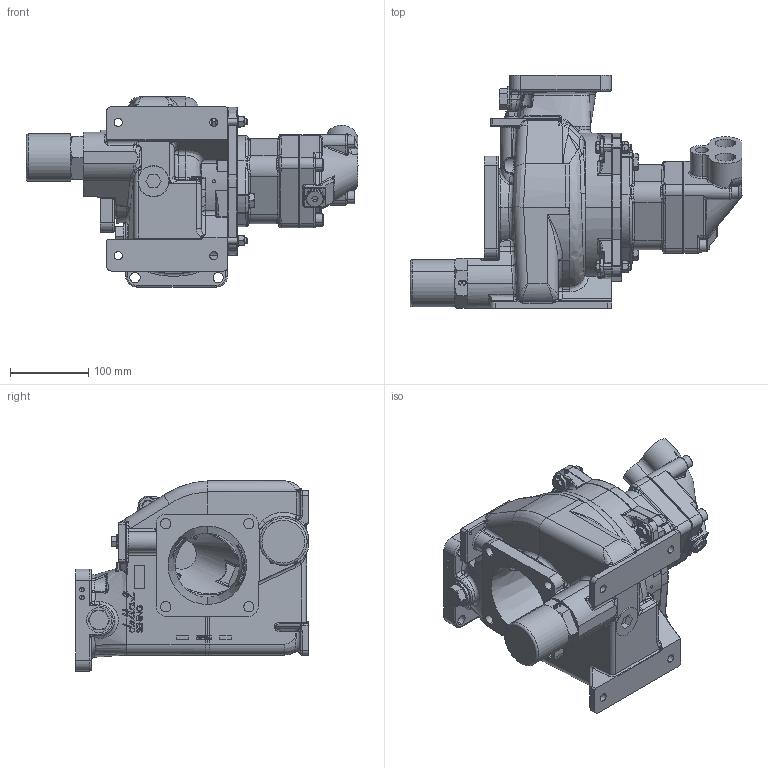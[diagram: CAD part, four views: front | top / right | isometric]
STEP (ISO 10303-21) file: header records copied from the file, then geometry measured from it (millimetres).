
FILE_DESCRIPTION (( 'STEP AP214' ), '1' );
FILE_NAME ('DELTA2-HY-..._251830.STEP', '2012-09-26T13:45:12', ( 'Admin2' ), ( '' ), 'SwSTEP 2.0', 'SolidWorks 2010', '' );
FILE_SCHEMA (( 'AUTOMOTIVE_DESIGN' ));
Length unit declared in the file: millimetre
Products named in the file (1): DELTA2-HY-..._251830
Bounding box: 423.4 x 297 x 242.5 mm (x, y, z)
Surface area: 503303.1 mm2 (no closed solid volume)
Topology: 0 solids, 47 shells, 1583 faces, 5086 edges, 3348 vertices
Faces by surface type: cylinder 448, plane 444, bspline 418, torus 156, cone 89, sphere 28
Entity records: 109461 total; most frequent: CARTESIAN_POINT 52493, ORIENTED_EDGE 8365, DIRECTION 7175, EDGE_CURVE 5011, VERTEX_POINT 3346, AXIS2_PLACEMENT_3D 2627, VECTOR 1921, LINE 1921
